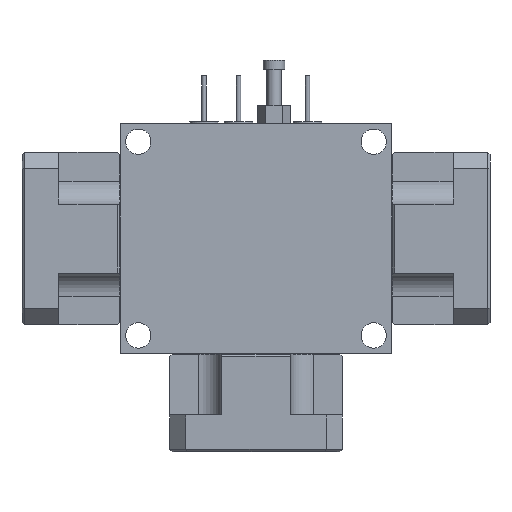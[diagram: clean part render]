
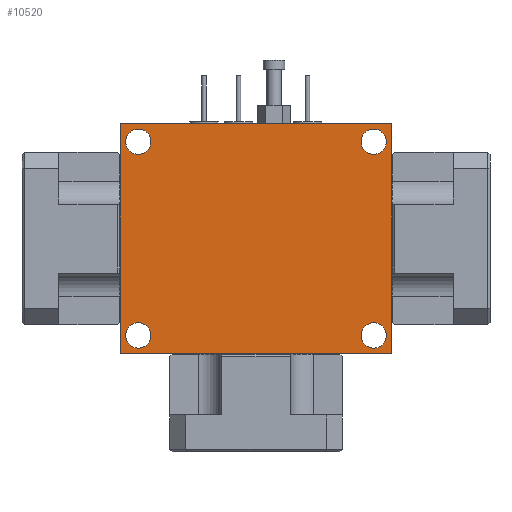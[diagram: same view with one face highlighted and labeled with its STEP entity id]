
A CAD part, front view. The second image highlights one B-rep face of the part: STEP entity #10520.
In plain terms, the highlighted planar face has unit normal (0, -1, 0).
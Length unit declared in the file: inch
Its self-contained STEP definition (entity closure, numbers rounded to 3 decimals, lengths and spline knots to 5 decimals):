
#535 = DIRECTION ( 'NONE',  ( 0., 0., -1. ) ) ;
#1988 = EDGE_LOOP ( 'NONE', ( #37093, #7961 ) ) ;
#2088 = PLANE ( 'NONE',  #5079 ) ;
#2931 = CARTESIAN_POINT ( 'NONE',  ( 0.08494, 0.44285, 1.22706 ) ) ;
#4377 = VECTOR ( 'NONE', #56625, 39.37008 ) ;
#5079 = AXIS2_PLACEMENT_3D ( 'NONE', #81211, #25079, #74768 ) ;
#5669 = CARTESIAN_POINT ( 'NONE',  ( 0.0062, 0.44285, 1.3058 ) ) ;
#6089 = CARTESIAN_POINT ( 'NONE',  ( 1.10856, 0.44285, 1.22706 ) ) ;
#6782 = VERTEX_POINT ( 'NONE', #73203 ) ;
#7230 = ORIENTED_EDGE ( 'NONE', *, *, #66265, .F. ) ;
#7764 = CARTESIAN_POINT ( 'NONE',  ( 1.10856, 0.44285, 1.22706 ) ) ;
#7961 = ORIENTED_EDGE ( 'NONE', *, *, #75671, .T. ) ;
#9130 = AXIS2_PLACEMENT_3D ( 'NONE', #6089, #76995, #68298 ) ;
#9238 = CARTESIAN_POINT ( 'NONE',  ( 1.10856, 0.44285, 0.38454 ) ) ;
#9682 = CARTESIAN_POINT ( 'NONE',  ( 0.08494, 0.44285, 1.28218 ) ) ;
#10520 = ADVANCED_FACE ( 'NONE', ( #10743, #59674, #72485, #38908, #24628 ), #2088, .T. ) ;
#10743 = FACE_BOUND ( 'NONE', #1988, .T. ) ;
#11564 = CIRCLE ( 'NONE', #43976, 0.05512 ) ;
#13087 = CIRCLE ( 'NONE', #63180, 0.05512 ) ;
#14636 = LINE ( 'NONE', #70869, #4377 ) ;
#15516 = CIRCLE ( 'NONE', #42012, 0.05512 ) ;
#16035 = ORIENTED_EDGE ( 'NONE', *, *, #52919, .T. ) ;
#17332 = VERTEX_POINT ( 'NONE', #5669 ) ;
#19639 = CARTESIAN_POINT ( 'NONE',  ( 0.08494, 0.44285, 0.38454 ) ) ;
#20294 = DIRECTION ( 'NONE',  ( 0., 1., 0. ) ) ;
#21746 = LINE ( 'NONE', #43420, #24984 ) ;
#22115 = AXIS2_PLACEMENT_3D ( 'NONE', #55812, #20294, #535 ) ;
#23301 = VERTEX_POINT ( 'NONE', #48025 ) ;
#23548 = CIRCLE ( 'NONE', #22115, 0.05512 ) ;
#23954 = EDGE_LOOP ( 'NONE', ( #16035, #28904 ) ) ;
#24515 = EDGE_CURVE ( 'NONE', #30441, #71733, #40844, .T. ) ;
#24628 = FACE_OUTER_BOUND ( 'NONE', #69348, .T. ) ;
#24984 = VECTOR ( 'NONE', #85262, 39.37008 ) ;
#25079 = DIRECTION ( 'NONE',  ( 0., -1., 0. ) ) ;
#25547 = CARTESIAN_POINT ( 'NONE',  ( 1.1873, 0.44285, 1.3058 ) ) ;
#25862 = EDGE_CURVE ( 'NONE', #71733, #30441, #13087, .T. ) ;
#27312 = CARTESIAN_POINT ( 'NONE',  ( 0.0062, 0.44285, 0.3058 ) ) ;
#28486 = CARTESIAN_POINT ( 'NONE',  ( 1.10856, 0.44285, 1.17194 ) ) ;
#28904 = ORIENTED_EDGE ( 'NONE', *, *, #44284, .T. ) ;
#29463 = DIRECTION ( 'NONE',  ( 0., 1., 0. ) ) ;
#29667 = ORIENTED_EDGE ( 'NONE', *, *, #86613, .F. ) ;
#30361 = ORIENTED_EDGE ( 'NONE', *, *, #50197, .F. ) ;
#30441 = VERTEX_POINT ( 'NONE', #79894 ) ;
#31337 = CARTESIAN_POINT ( 'NONE',  ( 1.1873, 0.44285, 1.3058 ) ) ;
#35900 = DIRECTION ( 'NONE',  ( 0., 0., -1. ) ) ;
#37093 = ORIENTED_EDGE ( 'NONE', *, *, #84825, .T. ) ;
#37845 = DIRECTION ( 'NONE',  ( 0., 0., -1. ) ) ;
#38908 = FACE_BOUND ( 'NONE', #67029, .T. ) ;
#39180 = DIRECTION ( 'NONE',  ( 0., 1., 0. ) ) ;
#39397 = ORIENTED_EDGE ( 'NONE', *, *, #25862, .T. ) ;
#39698 = DIRECTION ( 'NONE',  ( 0., 1., 0. ) ) ;
#40073 = VERTEX_POINT ( 'NONE', #50024 ) ;
#40115 = CIRCLE ( 'NONE', #59268, 0.05512 ) ;
#40522 = EDGE_LOOP ( 'NONE', ( #77042, #87294 ) ) ;
#40844 = CIRCLE ( 'NONE', #65792, 0.05512 ) ;
#42012 = AXIS2_PLACEMENT_3D ( 'NONE', #2931, #66463, #51776 ) ;
#42264 = ORIENTED_EDGE ( 'NONE', *, *, #44033, .F. ) ;
#42507 = LINE ( 'NONE', #27312, #67789 ) ;
#43420 = CARTESIAN_POINT ( 'NONE',  ( 0.0062, 0.44285, 1.3058 ) ) ;
#43976 = AXIS2_PLACEMENT_3D ( 'NONE', #7764, #29463, #35900 ) ;
#44033 = EDGE_CURVE ( 'NONE', #17332, #56556, #14636, .T. ) ;
#44284 = EDGE_CURVE ( 'NONE', #64017, #6782, #11564, .T. ) ;
#45774 = CIRCLE ( 'NONE', #82469, 0.05512 ) ;
#46622 = DIRECTION ( 'NONE',  ( 0., 0., -1. ) ) ;
#48025 = CARTESIAN_POINT ( 'NONE',  ( 1.10856, 0.44285, 0.43966 ) ) ;
#50024 = CARTESIAN_POINT ( 'NONE',  ( 1.1873, 0.44285, 0.3058 ) ) ;
#50197 = EDGE_CURVE ( 'NONE', #55318, #17332, #21746, .T. ) ;
#50659 = VERTEX_POINT ( 'NONE', #60562 ) ;
#51776 = DIRECTION ( 'NONE',  ( 0., 0., -1. ) ) ;
#52919 = EDGE_CURVE ( 'NONE', #6782, #64017, #88582, .T. ) ;
#54175 = VERTEX_POINT ( 'NONE', #69856 ) ;
#55195 = EDGE_CURVE ( 'NONE', #87970, #54175, #15516, .T. ) ;
#55318 = VERTEX_POINT ( 'NONE', #55413 ) ;
#55413 = CARTESIAN_POINT ( 'NONE',  ( 0.0062, 0.44285, 0.3058 ) ) ;
#55812 = CARTESIAN_POINT ( 'NONE',  ( 0.08494, 0.44285, 1.22706 ) ) ;
#56556 = VERTEX_POINT ( 'NONE', #31337 ) ;
#56625 = DIRECTION ( 'NONE',  ( 1., 0., 0. ) ) ;
#59268 = AXIS2_PLACEMENT_3D ( 'NONE', #67712, #39180, #73207 ) ;
#59674 = FACE_BOUND ( 'NONE', #23954, .T. ) ;
#60178 = EDGE_CURVE ( 'NONE', #54175, #87970, #23548, .T. ) ;
#60426 = DIRECTION ( 'NONE',  ( 0., 1., 0. ) ) ;
#60562 = CARTESIAN_POINT ( 'NONE',  ( 1.10856, 0.44285, 0.32942 ) ) ;
#60586 = LINE ( 'NONE', #25547, #60985 ) ;
#60985 = VECTOR ( 'NONE', #61496, 39.37008 ) ;
#61496 = DIRECTION ( 'NONE',  ( 0., 0., -1. ) ) ;
#63180 = AXIS2_PLACEMENT_3D ( 'NONE', #19639, #76285, #75827 ) ;
#63193 = ORIENTED_EDGE ( 'NONE', *, *, #24515, .T. ) ;
#64017 = VERTEX_POINT ( 'NONE', #28486 ) ;
#64760 = CARTESIAN_POINT ( 'NONE',  ( 0.08494, 0.44285, 0.32942 ) ) ;
#65792 = AXIS2_PLACEMENT_3D ( 'NONE', #82461, #39698, #46622 ) ;
#66265 = EDGE_CURVE ( 'NONE', #40073, #55318, #42507, .T. ) ;
#66463 = DIRECTION ( 'NONE',  ( 0., 1., 0. ) ) ;
#67029 = EDGE_LOOP ( 'NONE', ( #63193, #39397 ) ) ;
#67712 = CARTESIAN_POINT ( 'NONE',  ( 1.10856, 0.44285, 0.38454 ) ) ;
#67789 = VECTOR ( 'NONE', #69204, 39.37008 ) ;
#68298 = DIRECTION ( 'NONE',  ( 0., 0., -1. ) ) ;
#69204 = DIRECTION ( 'NONE',  ( -1., 0., 0. ) ) ;
#69348 = EDGE_LOOP ( 'NONE', ( #30361, #7230, #29667, #42264 ) ) ;
#69856 = CARTESIAN_POINT ( 'NONE',  ( 0.08494, 0.44285, 1.17194 ) ) ;
#70869 = CARTESIAN_POINT ( 'NONE',  ( 0.0062, 0.44285, 1.3058 ) ) ;
#71733 = VERTEX_POINT ( 'NONE', #64760 ) ;
#72485 = FACE_BOUND ( 'NONE', #40522, .T. ) ;
#73203 = CARTESIAN_POINT ( 'NONE',  ( 1.10856, 0.44285, 1.28218 ) ) ;
#73207 = DIRECTION ( 'NONE',  ( 0., 0., -1. ) ) ;
#74768 = DIRECTION ( 'NONE',  ( 0., 0., -1. ) ) ;
#75671 = EDGE_CURVE ( 'NONE', #50659, #23301, #45774, .T. ) ;
#75827 = DIRECTION ( 'NONE',  ( 0., 0., -1. ) ) ;
#76285 = DIRECTION ( 'NONE',  ( 0., 1., 0. ) ) ;
#76995 = DIRECTION ( 'NONE',  ( 0., 1., 0. ) ) ;
#77042 = ORIENTED_EDGE ( 'NONE', *, *, #55195, .T. ) ;
#79894 = CARTESIAN_POINT ( 'NONE',  ( 0.08494, 0.44285, 0.43966 ) ) ;
#81211 = CARTESIAN_POINT ( 'NONE',  ( 0.0062, 0.44285, 1.3058 ) ) ;
#82461 = CARTESIAN_POINT ( 'NONE',  ( 0.08494, 0.44285, 0.38454 ) ) ;
#82469 = AXIS2_PLACEMENT_3D ( 'NONE', #9238, #60426, #37845 ) ;
#84825 = EDGE_CURVE ( 'NONE', #23301, #50659, #40115, .T. ) ;
#85262 = DIRECTION ( 'NONE',  ( 0., 0., 1. ) ) ;
#86613 = EDGE_CURVE ( 'NONE', #56556, #40073, #60586, .T. ) ;
#87294 = ORIENTED_EDGE ( 'NONE', *, *, #60178, .T. ) ;
#87970 = VERTEX_POINT ( 'NONE', #9682 ) ;
#88582 = CIRCLE ( 'NONE', #9130, 0.05512 ) ;
